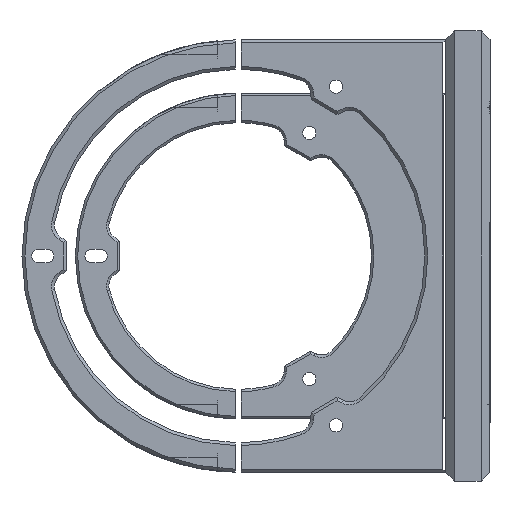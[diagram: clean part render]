
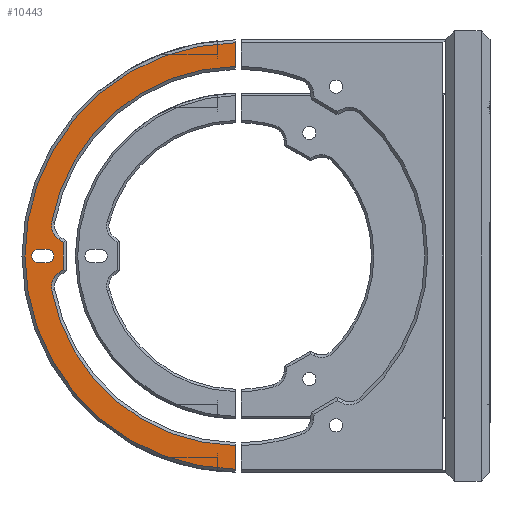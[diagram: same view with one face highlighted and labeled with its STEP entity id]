
A CAD part, left-side view. The second image highlights one B-rep face of the part: STEP entity #10443.
In plain terms, the highlighted planar face has unit normal (-1, 0, 0).
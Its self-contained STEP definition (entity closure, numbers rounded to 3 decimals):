
#72 = DIRECTION ( 'NONE',  ( 0., 0., 1. ) ) ;
#122 = ORIENTED_EDGE ( 'NONE', *, *, #2041, .F. ) ;
#256 = DIRECTION ( 'NONE',  ( -1., 0., 0. ) ) ;
#292 = CARTESIAN_POINT ( 'NONE',  ( -510., 60.494, 5.526 ) ) ;
#299 = AXIS2_PLACEMENT_3D ( 'NONE', #5154, #256, #5959 ) ;
#301 = CARTESIAN_POINT ( 'NONE',  ( -510., 0., -2.25 ) ) ;
#313 = DIRECTION ( 'NONE',  ( 0., -0.819, -0.574 ) ) ;
#319 = CARTESIAN_POINT ( 'NONE',  ( -510., 0., 0. ) ) ;
#468 = EDGE_CURVE ( 'NONE', #10156, #2673, #5266, .T. ) ;
#604 = CARTESIAN_POINT ( 'NONE',  ( -510., 1., 71.993 ) ) ;
#684 = CARTESIAN_POINT ( 'NONE',  ( -510., 64.5, 0. ) ) ;
#726 = ORIENTED_EDGE ( 'NONE', *, *, #468, .F. ) ;
#741 = EDGE_CURVE ( 'NONE', #8548, #2287, #7301, .T. ) ;
#871 = VERTEX_POINT ( 'NONE', #1640 ) ;
#888 = VERTEX_POINT ( 'NONE', #6695 ) ;
#903 = DIRECTION ( 'NONE',  ( -1., 0., 0. ) ) ;
#1028 = CARTESIAN_POINT ( 'NONE',  ( -510., 59., 0. ) ) ;
#1145 = DIRECTION ( 'NONE',  ( 1., 0., 0. ) ) ;
#1147 = VERTEX_POINT ( 'NONE', #2424 ) ;
#1239 = CARTESIAN_POINT ( 'NONE',  ( -510., 60.494, -5.526 ) ) ;
#1513 = DIRECTION ( 'NONE',  ( 0., 0., -1. ) ) ;
#1523 = EDGE_LOOP ( 'NONE', ( #2219, #10536, #726, #7299 ) ) ;
#1539 = VECTOR ( 'NONE', #8669, 1000. ) ;
#1640 = CARTESIAN_POINT ( 'NONE',  ( -510., 67.5, -2.25 ) ) ;
#1664 = ORIENTED_EDGE ( 'NONE', *, *, #3944, .F. ) ;
#1728 = CARTESIAN_POINT ( 'NONE',  ( -510., 59., -4.479 ) ) ;
#1835 = DIRECTION ( 'NONE',  ( -1., 0., 0. ) ) ;
#1874 = DIRECTION ( 'NONE',  ( 0., 0., -1. ) ) ;
#1931 = DIRECTION ( 'NONE',  ( 0., -1., 0. ) ) ;
#2041 = EDGE_CURVE ( 'NONE', #888, #1147, #3401, .T. ) ;
#2160 = CARTESIAN_POINT ( 'NONE',  ( -510., 0., 0. ) ) ;
#2190 = ORIENTED_EDGE ( 'NONE', *, *, #3769, .F. ) ;
#2219 = ORIENTED_EDGE ( 'NONE', *, *, #7260, .F. ) ;
#2287 = VERTEX_POINT ( 'NONE', #6319 ) ;
#2424 = CARTESIAN_POINT ( 'NONE',  ( -510., 62.955, 11.521 ) ) ;
#2509 = DIRECTION ( 'NONE',  ( 0., 0., -1. ) ) ;
#2656 = VECTOR ( 'NONE', #2509, 1000. ) ;
#2673 = VERTEX_POINT ( 'NONE', #5668 ) ;
#2698 = DIRECTION ( 'NONE',  ( 0., 0., -1. ) ) ;
#2749 = CARTESIAN_POINT ( 'NONE',  ( -510., 0., 0. ) ) ;
#2848 = ORIENTED_EDGE ( 'NONE', *, *, #4081, .F. ) ;
#2905 = LINE ( 'NONE', #3316, #2656 ) ;
#2982 = DIRECTION ( 'NONE',  ( 0., 0., -1. ) ) ;
#3042 = CIRCLE ( 'NONE', #6176, 2.25 ) ;
#3221 = CARTESIAN_POINT ( 'NONE',  ( -510., 59., -4.479 ) ) ;
#3259 = ORIENTED_EDGE ( 'NONE', *, *, #5462, .F. ) ;
#3316 = CARTESIAN_POINT ( 'NONE',  ( -510., 1., 0. ) ) ;
#3401 = CIRCLE ( 'NONE', #4680, 64. ) ;
#3503 = CARTESIAN_POINT ( 'NONE',  ( -510., 1., 0. ) ) ;
#3560 = FACE_OUTER_BOUND ( 'NONE', #9113, .T. ) ;
#3575 = DIRECTION ( 'NONE',  ( 0., -1., 0. ) ) ;
#3657 = VERTEX_POINT ( 'NONE', #9104 ) ;
#3754 = VECTOR ( 'NONE', #1874, 1000. ) ;
#3769 = EDGE_CURVE ( 'NONE', #8755, #3657, #10318, .T. ) ;
#3944 = EDGE_CURVE ( 'NONE', #8286, #9399, #9158, .T. ) ;
#4081 = EDGE_CURVE ( 'NONE', #3657, #8070, #8121, .T. ) ;
#4093 = AXIS2_PLACEMENT_3D ( 'NONE', #319, #1145, #6830 ) ;
#4631 = ORIENTED_EDGE ( 'NONE', *, *, #741, .F. ) ;
#4680 = AXIS2_PLACEMENT_3D ( 'NONE', #2749, #7638, #1931 ) ;
#4883 = VECTOR ( 'NONE', #2698, 1000. ) ;
#4962 = DIRECTION ( 'NONE',  ( -1., 0., 0. ) ) ;
#5020 = CARTESIAN_POINT ( 'NONE',  ( -510., 67.5, 2.25 ) ) ;
#5154 = CARTESIAN_POINT ( 'NONE',  ( -510., 57.053, 10.44 ) ) ;
#5203 = CARTESIAN_POINT ( 'NONE',  ( -510., 60.494, 5.526 ) ) ;
#5266 = CIRCLE ( 'NONE', #9457, 2.25 ) ;
#5377 = VERTEX_POINT ( 'NONE', #5020 ) ;
#5462 = EDGE_CURVE ( 'NONE', #1147, #8755, #8499, .T. ) ;
#5630 = CARTESIAN_POINT ( 'NONE',  ( -510., 64.5, -2.25 ) ) ;
#5668 = CARTESIAN_POINT ( 'NONE',  ( -510., 64.5, 2.25 ) ) ;
#5772 = CARTESIAN_POINT ( 'NONE',  ( -510., 0., 0. ) ) ;
#5886 = AXIS2_PLACEMENT_3D ( 'NONE', #9860, #4962, #72 ) ;
#5904 = AXIS2_PLACEMENT_3D ( 'NONE', #2160, #7852, #2982 ) ;
#5948 = VECTOR ( 'NONE', #313, 1000. ) ;
#5956 = CARTESIAN_POINT ( 'NONE',  ( -510., 62.955, -11.521 ) ) ;
#5959 = DIRECTION ( 'NONE',  ( 0., 0., 1. ) ) ;
#6014 = PLANE ( 'NONE',  #4093 ) ;
#6176 = AXIS2_PLACEMENT_3D ( 'NONE', #6693, #1835, #7513 ) ;
#6202 = EDGE_CURVE ( 'NONE', #2287, #7548, #7942, .T. ) ;
#6319 = CARTESIAN_POINT ( 'NONE',  ( -510., 1., -71.993 ) ) ;
#6363 = DIRECTION ( 'NONE',  ( -1., 0., 0. ) ) ;
#6520 = CARTESIAN_POINT ( 'NONE',  ( -510., 1., -63.992 ) ) ;
#6576 = EDGE_CURVE ( 'NONE', #8070, #8286, #7812, .T. ) ;
#6581 = DIRECTION ( 'NONE',  ( 0., 0., 1. ) ) ;
#6693 = CARTESIAN_POINT ( 'NONE',  ( -510., 67.5, 0. ) ) ;
#6695 = CARTESIAN_POINT ( 'NONE',  ( -510., 1., 63.992 ) ) ;
#6826 = VECTOR ( 'NONE', #3575, 1000. ) ;
#6830 = DIRECTION ( 'NONE',  ( 0., 0., -1. ) ) ;
#6871 = AXIS2_PLACEMENT_3D ( 'NONE', #5772, #903, #6581 ) ;
#7260 = EDGE_CURVE ( 'NONE', #5377, #871, #3042, .T. ) ;
#7261 = ORIENTED_EDGE ( 'NONE', *, *, #6576, .F. ) ;
#7299 = ORIENTED_EDGE ( 'NONE', *, *, #8228, .F. ) ;
#7301 = LINE ( 'NONE', #3503, #4883 ) ;
#7513 = DIRECTION ( 'NONE',  ( 0., 0., -1. ) ) ;
#7548 = VERTEX_POINT ( 'NONE', #604 ) ;
#7638 = DIRECTION ( 'NONE',  ( -1., 0., 0. ) ) ;
#7812 = LINE ( 'NONE', #3221, #8336 ) ;
#7852 = DIRECTION ( 'NONE',  ( 1., 0., 0. ) ) ;
#7942 = CIRCLE ( 'NONE', #5904, 72. ) ;
#8031 = LINE ( 'NONE', #10351, #1539 ) ;
#8033 = EDGE_CURVE ( 'NONE', #7548, #888, #2905, .T. ) ;
#8070 = VERTEX_POINT ( 'NONE', #1728 ) ;
#8121 = LINE ( 'NONE', #1028, #3754 ) ;
#8169 = FACE_BOUND ( 'NONE', #1523, .T. ) ;
#8228 = EDGE_CURVE ( 'NONE', #871, #10156, #9038, .T. ) ;
#8286 = VERTEX_POINT ( 'NONE', #1239 ) ;
#8336 = VECTOR ( 'NONE', #8938, 1000. ) ;
#8499 = CIRCLE ( 'NONE', #299, 6. ) ;
#8548 = VERTEX_POINT ( 'NONE', #6520 ) ;
#8669 = DIRECTION ( 'NONE',  ( 0., 1., 0. ) ) ;
#8755 = VERTEX_POINT ( 'NONE', #292 ) ;
#8854 = ORIENTED_EDGE ( 'NONE', *, *, #6202, .F. ) ;
#8938 = DIRECTION ( 'NONE',  ( 0., 0.819, -0.574 ) ) ;
#8962 = CIRCLE ( 'NONE', #6871, 64. ) ;
#9008 = ORIENTED_EDGE ( 'NONE', *, *, #9809, .F. ) ;
#9038 = LINE ( 'NONE', #301, #6826 ) ;
#9104 = CARTESIAN_POINT ( 'NONE',  ( -510., 59., 4.479 ) ) ;
#9113 = EDGE_LOOP ( 'NONE', ( #4631, #9008, #1664, #7261, #2848, #2190, #3259, #122, #9372, #8854 ) ) ;
#9158 = CIRCLE ( 'NONE', #5886, 6. ) ;
#9372 = ORIENTED_EDGE ( 'NONE', *, *, #8033, .F. ) ;
#9399 = VERTEX_POINT ( 'NONE', #5956 ) ;
#9457 = AXIS2_PLACEMENT_3D ( 'NONE', #684, #6363, #1513 ) ;
#9809 = EDGE_CURVE ( 'NONE', #9399, #8548, #8962, .T. ) ;
#9860 = CARTESIAN_POINT ( 'NONE',  ( -510., 57.053, -10.44 ) ) ;
#10156 = VERTEX_POINT ( 'NONE', #5630 ) ;
#10318 = LINE ( 'NONE', #5203, #5948 ) ;
#10351 = CARTESIAN_POINT ( 'NONE',  ( -510., 0., 2.25 ) ) ;
#10443 = ADVANCED_FACE ( 'NONE', ( #3560, #8169 ), #6014, .F. ) ;
#10536 = ORIENTED_EDGE ( 'NONE', *, *, #10617, .F. ) ;
#10617 = EDGE_CURVE ( 'NONE', #2673, #5377, #8031, .T. ) ;
